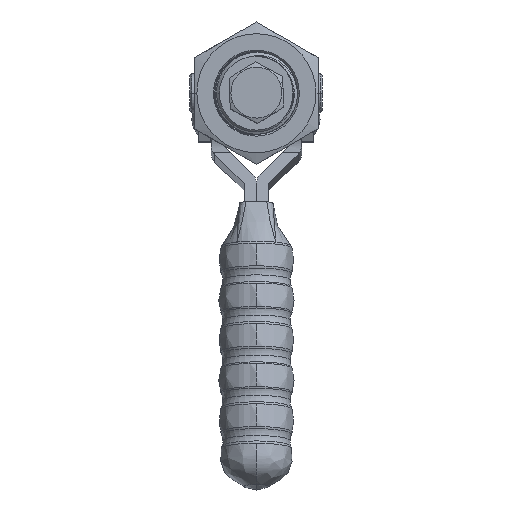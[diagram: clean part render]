
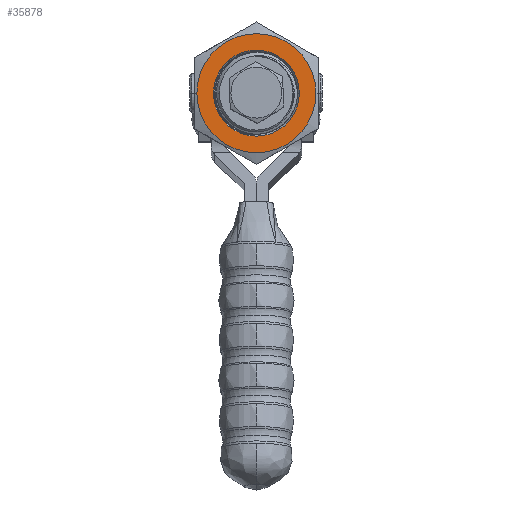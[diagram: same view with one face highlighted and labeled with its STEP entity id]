
A CAD part, top view. The second image highlights one B-rep face of the part: STEP entity #35878.
In plain terms, the highlighted planar face has unit normal (0, 0, 1).
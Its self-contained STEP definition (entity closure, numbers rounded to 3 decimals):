
#2873 = CIRCLE ( 'NONE', #18492, 14.479 ) ;
#3830 = CIRCLE ( 'NONE', #25504, 14.479 ) ;
#5629 = CIRCLE ( 'NONE', #5906, 10.45 ) ;
#5715 = CARTESIAN_POINT ( 'NONE',  ( 0., 0., 6.5 ) ) ;
#5727 = CARTESIAN_POINT ( 'NONE',  ( 0., 0., 6.5 ) ) ;
#5906 = AXIS2_PLACEMENT_3D ( 'NONE', #35319, #15422, #38664 ) ;
#7126 = PLANE ( 'NONE',  #21449 ) ;
#7146 = CARTESIAN_POINT ( 'NONE',  ( 0., 0., 6.5 ) ) ;
#9055 = DIRECTION ( 'NONE',  ( -1., 0., 0. ) ) ;
#9063 = DIRECTION ( 'NONE',  ( -1., 0., 0. ) ) ;
#10446 = CARTESIAN_POINT ( 'NONE',  ( 30., 0., 6.5 ) ) ;
#10470 = DIRECTION ( 'NONE',  ( -1., 0., 0. ) ) ;
#12848 = ORIENTED_EDGE ( 'NONE', *, *, #42922, .F. ) ;
#13145 = EDGE_CURVE ( 'NONE', #36548, #25080, #17270, .T. ) ;
#15255 = EDGE_LOOP ( 'NONE', ( #42018, #12848 ) ) ;
#15422 = DIRECTION ( 'NONE',  ( 0., 0., -1. ) ) ;
#17270 = CIRCLE ( 'NONE', #34250, 10.45 ) ;
#18492 = AXIS2_PLACEMENT_3D ( 'NONE', #7146, #30348, #10470 ) ;
#20261 = EDGE_CURVE ( 'NONE', #25080, #36548, #5629, .T. ) ;
#20464 = DIRECTION ( 'NONE',  ( -1., 0., 0. ) ) ;
#20685 = FACE_BOUND ( 'NONE', #35666, .T. ) ;
#20821 = CARTESIAN_POINT ( 'NONE',  ( 14.479, 0., 6.5 ) ) ;
#21449 = AXIS2_PLACEMENT_3D ( 'NONE', #10446, #40317, #20464 ) ;
#23595 = EDGE_CURVE ( 'NONE', #26486, #38233, #2873, .T. ) ;
#25080 = VERTEX_POINT ( 'NONE', #29537 ) ;
#25504 = AXIS2_PLACEMENT_3D ( 'NONE', #5715, #28913, #9055 ) ;
#25768 = ORIENTED_EDGE ( 'NONE', *, *, #13145, .T. ) ;
#26486 = VERTEX_POINT ( 'NONE', #37651 ) ;
#28460 = FACE_OUTER_BOUND ( 'NONE', #15255, .T. ) ;
#28913 = DIRECTION ( 'NONE',  ( 0., 0., -1. ) ) ;
#28924 = DIRECTION ( 'NONE',  ( 0., 0., -1. ) ) ;
#29456 = CARTESIAN_POINT ( 'NONE',  ( -10.45, 0., 6.5 ) ) ;
#29537 = CARTESIAN_POINT ( 'NONE',  ( 10.45, 0., 6.5 ) ) ;
#30348 = DIRECTION ( 'NONE',  ( 0., 0., -1. ) ) ;
#34250 = AXIS2_PLACEMENT_3D ( 'NONE', #5727, #28924, #9063 ) ;
#35319 = CARTESIAN_POINT ( 'NONE',  ( 0., 0., 6.5 ) ) ;
#35666 = EDGE_LOOP ( 'NONE', ( #36980, #25768 ) ) ;
#35878 = ADVANCED_FACE ( 'NONE', ( #20685, #28460 ), #7126, .F. ) ;
#36548 = VERTEX_POINT ( 'NONE', #29456 ) ;
#36980 = ORIENTED_EDGE ( 'NONE', *, *, #20261, .T. ) ;
#37651 = CARTESIAN_POINT ( 'NONE',  ( -14.479, 0., 6.5 ) ) ;
#38233 = VERTEX_POINT ( 'NONE', #20821 ) ;
#38664 = DIRECTION ( 'NONE',  ( -1., 0., 0. ) ) ;
#40317 = DIRECTION ( 'NONE',  ( 0., 0., -1. ) ) ;
#42018 = ORIENTED_EDGE ( 'NONE', *, *, #23595, .F. ) ;
#42922 = EDGE_CURVE ( 'NONE', #38233, #26486, #3830, .T. ) ;
